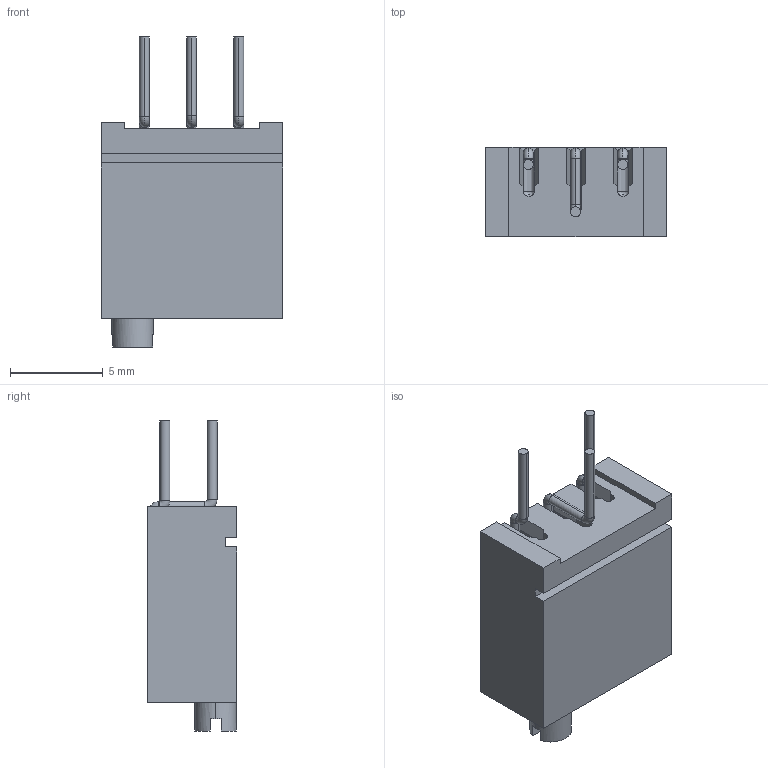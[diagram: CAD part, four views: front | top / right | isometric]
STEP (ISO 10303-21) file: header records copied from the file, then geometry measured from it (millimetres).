
FILE_DESCRIPTION((''),'2;1');
FILE_NAME('67Y_ASM','2018-01-30T09:47:17',('bmozley'),(''),'CREO PARAMETRIC BY PTC INC, 2017110','CREO PARAMETRIC BY PTC INC, 2017110','');
FILE_SCHEMA(('CONFIG_CONTROL_DESIGN'));
Length unit declared in the file: inch
Products named in the file (13): 67-92-X; 67-208A_AF1; 67-211A; 67-212A_ASM; 67-55; 67-121; 67_TERM; 67_CERMET; 67-122L_ASM; 67Y_34-258-2; 67-123-6_ASM; 67_EPOXY; 67Y_ASM
Assembly tree (12 placements, depth 4):
  67Y_ASM
    67-92-X
    67-212A_ASM
      67-208A_AF1
      67-211A
    67-55
    67-123-6_ASM
      67-122L_ASM
        67-121
        67_TERM
        67_CERMET
      67Y_34-258-2
    67_EPOXY
Bounding box: 9.78 x 4.83 x 16.69 mm (x, y, z)
Volume: 548.3 mm3; surface area: 1200.7 mm2
Topology: 30 solids, 30 shells, 622 faces, 1387 edges, 842 vertices
Faces by surface type: cylinder 239, plane 237, torus 91, cone 34, bspline 21
Entity records: 21729 total; most frequent: CARTESIAN_POINT 7340, DIRECTION 3187, ORIENTED_EDGE 2774, EDGE_CURVE 1387, AXIS2_PLACEMENT_3D 1233, VERTEX_POINT 842, VECTOR 721, LINE 721
